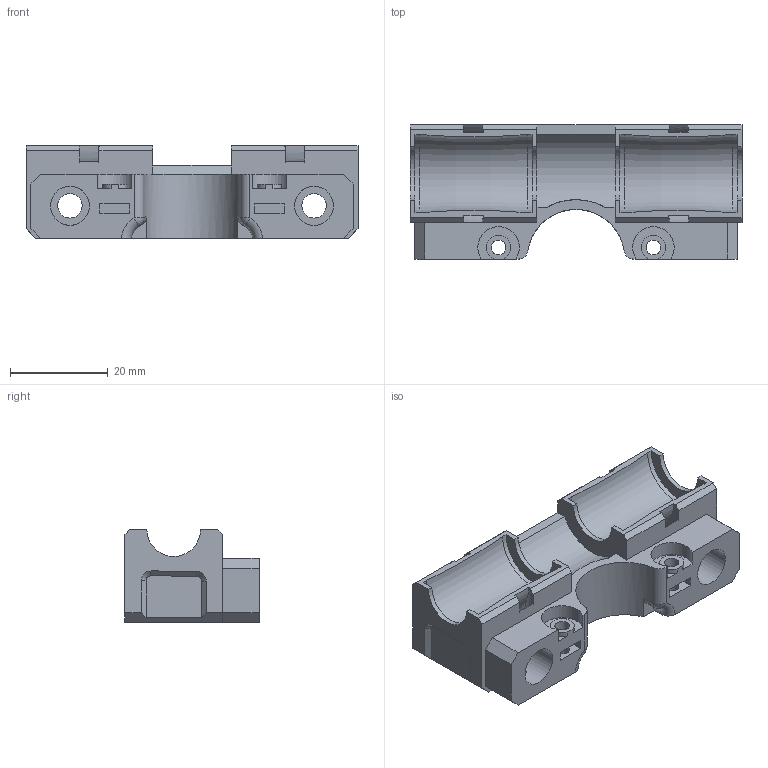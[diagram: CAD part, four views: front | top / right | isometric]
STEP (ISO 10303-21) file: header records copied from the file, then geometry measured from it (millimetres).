
FILE_DESCRIPTION(/* description */ (''),/* implementation_level */ '2;1');
FILE_NAME(/* name */ 'y_carrier_printpart.step',/* time_stamp */ '2016-03-01T13:47:16+01:00',/* author */ (''),/* organization */ (''),/* preprocessor_version */ 'ST-DEVELOPER v16.2',/* originating_system */ 'Autodesk Translation Framework v4.3.0.3010',/* authorisation */ '');
FILE_SCHEMA (('AUTOMOTIVE_DESIGN { 1 0 10303 214 3 1 1 }'));
Length unit declared in the file: centimetre
Products named in the file (1): y_carrier_printpart v19
Bounding box: 68 x 27.5 x 19 mm (x, y, z)
Volume: 18037.6 mm3; surface area: 9932.9 mm2
Topology: 1 solids, 1 shells, 130 faces, 382 edges, 253 vertices
Faces by surface type: plane 77, cylinder 37, bspline 6, cone 4, torus 4, sphere 2
Full cylindrical faces by diameter (mm): 3 x4, 4 x2, 5 x2, 8 x2
Entity records: 5302 total; most frequent: CARTESIAN_POINT 1856, ORIENTED_EDGE 742, DIRECTION 651, EDGE_CURVE 371, VERTEX_POINT 252, LINE 237, VECTOR 237, AXIS2_PLACEMENT_3D 207
